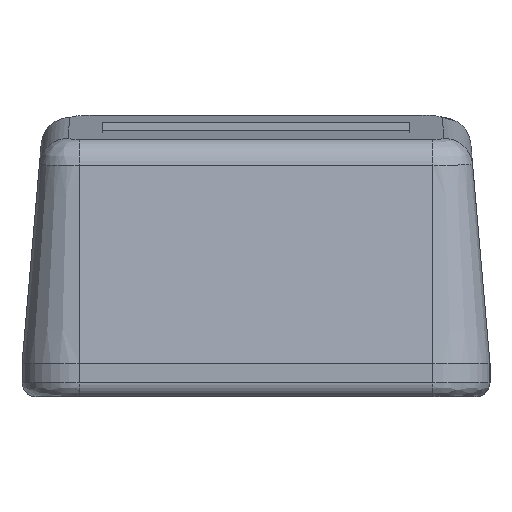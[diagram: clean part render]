
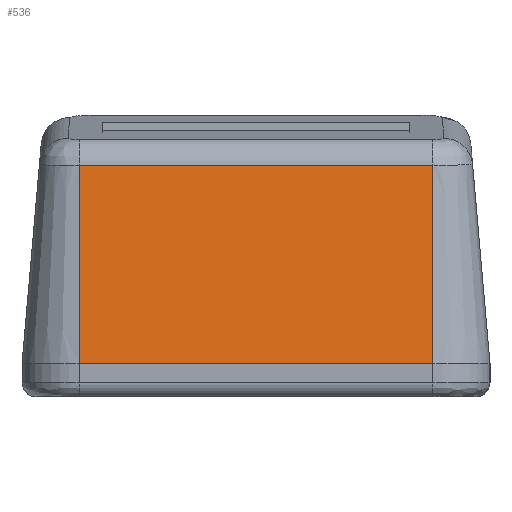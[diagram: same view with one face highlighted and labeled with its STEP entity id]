
A CAD part, front view. The second image highlights one B-rep face of the part: STEP entity #536.
In plain terms, the highlighted planar face has unit normal (0, -0.996, 0.087).
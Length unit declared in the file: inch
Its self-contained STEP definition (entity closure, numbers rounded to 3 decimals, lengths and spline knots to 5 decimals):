
#18 = DIRECTION ( 'NONE',  ( 0., 0.087, 0.996 ) ) ;
#95 = DIRECTION ( 'NONE',  ( 0., -0.087, -0.996 ) ) ;
#189 = CARTESIAN_POINT ( 'NONE',  ( 0.185, 0.01814, 0.2074 ) ) ;
#239 = ORIENTED_EDGE ( 'NONE', *, *, #713, .T. ) ;
#243 = EDGE_CURVE ( 'NONE', #3880, #1972, #347, .T. ) ;
#245 = CARTESIAN_POINT ( 'NONE',  ( 0.185, 0., 0. ) ) ;
#347 = LINE ( 'NONE', #245, #435 ) ;
#435 = VECTOR ( 'NONE', #877, 39.37008 ) ;
#536 = ADVANCED_FACE ( 'NONE', ( #3476 ), #3867, .T. ) ;
#713 = EDGE_CURVE ( 'NONE', #1972, #2629, #3886, .T. ) ;
#877 = DIRECTION ( 'NONE',  ( 0., 0.087, 0.996 ) ) ;
#993 = LINE ( 'NONE', #3248, #1634 ) ;
#1033 = DIRECTION ( 'NONE',  ( -1., 0., 0. ) ) ;
#1260 = CARTESIAN_POINT ( 'NONE',  ( -0.185, -1718.77335, -19645.66929 ) ) ;
#1593 = LINE ( 'NONE', #1260, #2230 ) ;
#1634 = VECTOR ( 'NONE', #1033, 39.37008 ) ;
#1655 = ORIENTED_EDGE ( 'NONE', *, *, #3724, .F. ) ;
#1972 = VERTEX_POINT ( 'NONE', #189 ) ;
#1974 = DIRECTION ( 'NONE',  ( 0., -0.996, 0.087 ) ) ;
#2004 = AXIS2_PLACEMENT_3D ( 'NONE', #2277, #1974, #95 ) ;
#2090 = VERTEX_POINT ( 'NONE', #3717 ) ;
#2123 = DIRECTION ( 'NONE',  ( -1., 0., 0. ) ) ;
#2230 = VECTOR ( 'NONE', #18, 39.37008 ) ;
#2277 = CARTESIAN_POINT ( 'NONE',  ( 0., 0., 0. ) ) ;
#2629 = VERTEX_POINT ( 'NONE', #3782 ) ;
#2827 = CARTESIAN_POINT ( 'NONE',  ( 0.185, 0., 0. ) ) ;
#3055 = VECTOR ( 'NONE', #2123, 39.37008 ) ;
#3248 = CARTESIAN_POINT ( 'NONE',  ( 0., 0., 0. ) ) ;
#3432 = ORIENTED_EDGE ( 'NONE', *, *, #243, .T. ) ;
#3476 = FACE_OUTER_BOUND ( 'NONE', #4080, .T. ) ;
#3524 = EDGE_CURVE ( 'NONE', #2090, #2629, #1593, .T. ) ;
#3606 = ORIENTED_EDGE ( 'NONE', *, *, #3524, .F. ) ;
#3717 = CARTESIAN_POINT ( 'NONE',  ( -0.185, 0., 0. ) ) ;
#3724 = EDGE_CURVE ( 'NONE', #3880, #2090, #993, .T. ) ;
#3782 = CARTESIAN_POINT ( 'NONE',  ( -0.185, 0.01814, 0.2074 ) ) ;
#3867 = PLANE ( 'NONE',  #2004 ) ;
#3880 = VERTEX_POINT ( 'NONE', #2827 ) ;
#3886 = LINE ( 'NONE', #4015, #3055 ) ;
#4015 = CARTESIAN_POINT ( 'NONE',  ( 0., 0.01814, 0.2074 ) ) ;
#4080 = EDGE_LOOP ( 'NONE', ( #3606, #1655, #3432, #239 ) ) ;
